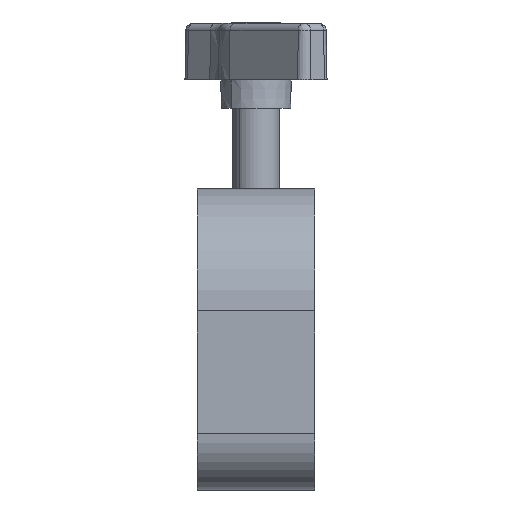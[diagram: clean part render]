
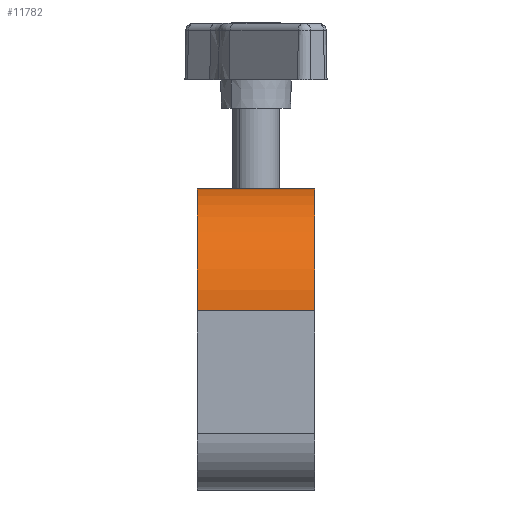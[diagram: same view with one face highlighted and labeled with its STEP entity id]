
A CAD part, front view. The second image highlights one B-rep face of the part: STEP entity #11782.
In plain terms, the highlighted cylindrical face has radius 26 mm (diameter 52 mm), a partial arc.
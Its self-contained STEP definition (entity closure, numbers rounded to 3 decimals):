
#373 = CIRCLE ( 'NONE', #1604, 26. ) ;
#798 = DIRECTION ( 'NONE',  ( -1., 0., 0. ) ) ;
#903 = CIRCLE ( 'NONE', #2078, 26. ) ;
#1046 = AXIS2_PLACEMENT_3D ( 'NONE', #16153, #16108, #7178 ) ;
#1298 = LINE ( 'NONE', #14234, #13678 ) ;
#1604 = AXIS2_PLACEMENT_3D ( 'NONE', #14920, #4701, #2326 ) ;
#2078 = AXIS2_PLACEMENT_3D ( 'NONE', #8417, #798, #7182 ) ;
#2294 = LINE ( 'NONE', #8683, #16403 ) ;
#2326 = DIRECTION ( 'NONE',  ( 0., 0., -1. ) ) ;
#2877 = DIRECTION ( 'NONE',  ( -1., 0., 0. ) ) ;
#3266 = EDGE_CURVE ( 'NONE', #12953, #13278, #2294, .T. ) ;
#4701 = DIRECTION ( 'NONE',  ( -1., 0., 0. ) ) ;
#4903 = CARTESIAN_POINT ( 'NONE',  ( 12.5, 26., 0. ) ) ;
#5186 = ORIENTED_EDGE ( 'NONE', *, *, #13761, .F. ) ;
#5241 = VERTEX_POINT ( 'NONE', #9103 ) ;
#7127 = FACE_OUTER_BOUND ( 'NONE', #11433, .T. ) ;
#7178 = DIRECTION ( 'NONE',  ( 0., 0., 1. ) ) ;
#7182 = DIRECTION ( 'NONE',  ( 0., 0., -1. ) ) ;
#8417 = CARTESIAN_POINT ( 'NONE',  ( -12.5, 26., -26. ) ) ;
#8683 = CARTESIAN_POINT ( 'NONE',  ( 12.5, 26., 0. ) ) ;
#9103 = CARTESIAN_POINT ( 'NONE',  ( -12.5, 0., -26. ) ) ;
#9350 = CARTESIAN_POINT ( 'NONE',  ( -12.5, 26., 0. ) ) ;
#9882 = CARTESIAN_POINT ( 'NONE',  ( 12.5, 0., -26. ) ) ;
#11266 = ORIENTED_EDGE ( 'NONE', *, *, #11331, .T. ) ;
#11331 = EDGE_CURVE ( 'NONE', #15244, #12953, #373, .T. ) ;
#11433 = EDGE_LOOP ( 'NONE', ( #5186, #15484, #11266, #12066 ) ) ;
#11782 = ADVANCED_FACE ( 'NONE', ( #7127 ), #13549, .T. ) ;
#12066 = ORIENTED_EDGE ( 'NONE', *, *, #3266, .T. ) ;
#12953 = VERTEX_POINT ( 'NONE', #4903 ) ;
#13278 = VERTEX_POINT ( 'NONE', #9350 ) ;
#13549 = CYLINDRICAL_SURFACE ( 'NONE', #1046, 26. ) ;
#13565 = EDGE_CURVE ( 'NONE', #15244, #5241, #1298, .T. ) ;
#13678 = VECTOR ( 'NONE', #2877, 1000. ) ;
#13761 = EDGE_CURVE ( 'NONE', #5241, #13278, #903, .T. ) ;
#14234 = CARTESIAN_POINT ( 'NONE',  ( 12.5, 0., -26. ) ) ;
#14920 = CARTESIAN_POINT ( 'NONE',  ( 12.5, 26., -26. ) ) ;
#15158 = DIRECTION ( 'NONE',  ( -1., 0., 0. ) ) ;
#15244 = VERTEX_POINT ( 'NONE', #9882 ) ;
#15484 = ORIENTED_EDGE ( 'NONE', *, *, #13565, .F. ) ;
#16108 = DIRECTION ( 'NONE',  ( -1., 0., 0. ) ) ;
#16153 = CARTESIAN_POINT ( 'NONE',  ( 12.5, 26., -26. ) ) ;
#16403 = VECTOR ( 'NONE', #15158, 1000. ) ;
